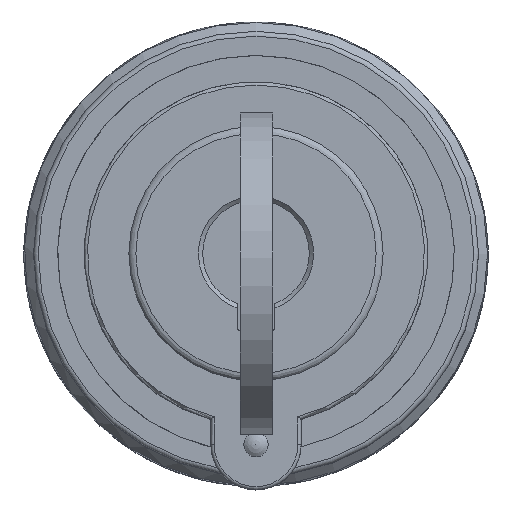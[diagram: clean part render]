
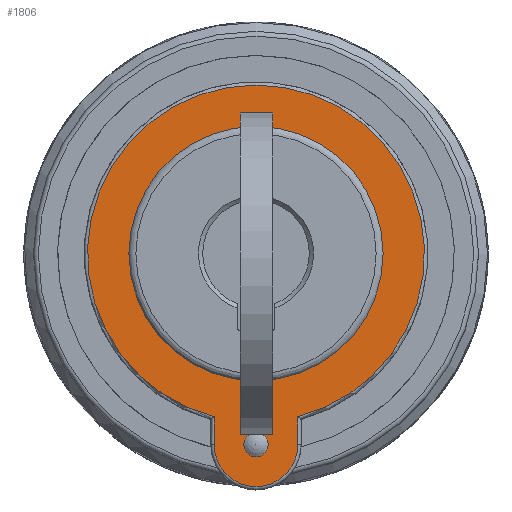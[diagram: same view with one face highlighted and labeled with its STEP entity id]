
A CAD part, top view. The second image highlights one B-rep face of the part: STEP entity #1806.
In plain terms, the highlighted planar face has unit normal (0, 0, 1).
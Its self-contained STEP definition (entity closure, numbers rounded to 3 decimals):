
#1806 = ADVANCED_FACE( '', ( #3747, #3748, #3749 ), #3750, .F. );
#3747 = FACE_BOUND( '', #6591, .T. );
#3748 = FACE_OUTER_BOUND( '', #6592, .T. );
#3749 = FACE_BOUND( '', #6593, .T. );
#3750 = PLANE( '', #6594 );
#6591 = EDGE_LOOP( '', ( #12412 ) );
#6592 = EDGE_LOOP( '', ( #12413, #12414, #12415, #12416 ) );
#6593 = EDGE_LOOP( '', ( #12417 ) );
#6594 = AXIS2_PLACEMENT_3D( '', #12418, #12419, #12420 );
#12412 = ORIENTED_EDGE( '', *, *, #15759, .T. );
#12413 = ORIENTED_EDGE( '', *, *, #14812, .T. );
#12414 = ORIENTED_EDGE( '', *, *, #15662, .T. );
#12415 = ORIENTED_EDGE( '', *, *, #13631, .T. );
#12416 = ORIENTED_EDGE( '', *, *, #14479, .T. );
#12417 = ORIENTED_EDGE( '', *, *, #15730, .F. );
#12418 = CARTESIAN_POINT( '', ( 0., 0., 18.95 ) );
#12419 = DIRECTION( '', ( 0., 0., -1. ) );
#12420 = DIRECTION( '', ( 0., 1., 0. ) );
#13631 = EDGE_CURVE( '', #16186, #16184, #16187, .T. );
#14479 = EDGE_CURVE( '', #16184, #17615, #17617, .T. );
#14812 = EDGE_CURVE( '', #17615, #18124, #18126, .T. );
#15662 = EDGE_CURVE( '', #18124, #16186, #19227, .T. );
#15730 = EDGE_CURVE( '', #19299, #19299, #19300, .T. );
#15759 = EDGE_CURVE( '', #19333, #19333, #19334, .T. );
#16184 = VERTEX_POINT( '', #20001 );
#16186 = VERTEX_POINT( '', #20008 );
#16187 = LINE( '', #20009, #20010 );
#17615 = VERTEX_POINT( '', #22503 );
#17617 = CIRCLE( '', #22510, 10.45 );
#18124 = VERTEX_POINT( '', #23484 );
#18126 = LINE( '', #23486, #23487 );
#19227 = CIRCLE( '', #25691, 2.6 );
#19299 = VERTEX_POINT( '', #25849 );
#19300 = CIRCLE( '', #25850, 0.75 );
#19333 = VERTEX_POINT( '', #25893 );
#19334 = CIRCLE( '', #25894, 7.883 );
#20001 = CARTESIAN_POINT( '', ( 2.6, -10.121, 18.95 ) );
#20008 = CARTESIAN_POINT( '', ( 2.6, -11.85, 18.95 ) );
#20009 = CARTESIAN_POINT( '', ( 2.6, 0., 18.95 ) );
#20010 = VECTOR( '', #26317, 1000. );
#22503 = CARTESIAN_POINT( '', ( -2.6, -10.121, 18.95 ) );
#22510 = AXIS2_PLACEMENT_3D( '', #27306, #27307, #27308 );
#23484 = CARTESIAN_POINT( '', ( -2.6, -11.85, 18.95 ) );
#23486 = CARTESIAN_POINT( '', ( -2.6, 0., 18.95 ) );
#23487 = VECTOR( '', #27738, 1000. );
#25691 = AXIS2_PLACEMENT_3D( '', #28513, #28514, #28515 );
#25849 = CARTESIAN_POINT( '', ( 0.75, -11.85, 18.95 ) );
#25850 = AXIS2_PLACEMENT_3D( '', #28562, #28563, #28564 );
#25893 = CARTESIAN_POINT( '', ( -7.883, 0., 18.95 ) );
#25894 = AXIS2_PLACEMENT_3D( '', #28591, #28592, #28593 );
#26317 = DIRECTION( '', ( 0., 1., 0. ) );
#27306 = CARTESIAN_POINT( '', ( 0., 0., 18.95 ) );
#27307 = DIRECTION( '', ( 0., 0., 1. ) );
#27308 = DIRECTION( '', ( 1., 0., 0. ) );
#27738 = DIRECTION( '', ( 0., -1., 0. ) );
#28513 = CARTESIAN_POINT( '', ( 0., -11.85, 18.95 ) );
#28514 = DIRECTION( '', ( 0., 0., 1. ) );
#28515 = DIRECTION( '', ( 1., 0., 0. ) );
#28562 = CARTESIAN_POINT( '', ( 0., -11.85, 18.95 ) );
#28563 = DIRECTION( '', ( 0., 0., 1. ) );
#28564 = DIRECTION( '', ( 1., 0., 0. ) );
#28591 = CARTESIAN_POINT( '', ( 0., 0., 18.95 ) );
#28592 = DIRECTION( '', ( 0., 0., -1. ) );
#28593 = DIRECTION( '', ( -1., 0., 0. ) );
